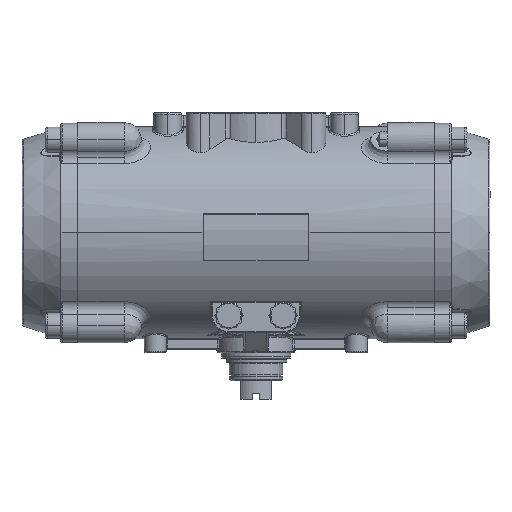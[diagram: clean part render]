
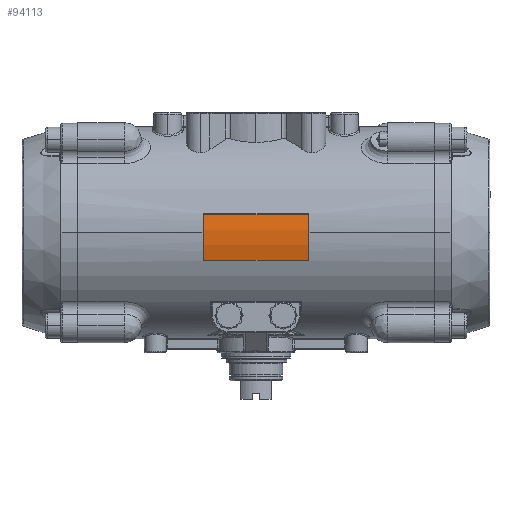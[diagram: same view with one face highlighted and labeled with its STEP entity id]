
A CAD part, top view. The second image highlights one B-rep face of the part: STEP entity #94113.
In plain terms, the highlighted cylindrical face has radius 67.7 mm (diameter 135.4 mm), a partial arc.
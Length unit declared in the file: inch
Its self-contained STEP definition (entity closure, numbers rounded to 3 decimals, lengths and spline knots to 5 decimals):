
#2084 = LINE ( 'NONE', #34952, #94897 ) ;
#3663 = DIRECTION ( 'NONE',  ( 0., 0., -1. ) ) ;
#6230 = CYLINDRICAL_SURFACE ( 'NONE', #59429, 2.66535 ) ;
#9080 = CARTESIAN_POINT ( 'NONE',  ( -1.33071, 0.4632, 2.6248 ) ) ;
#11806 = VERTEX_POINT ( 'NONE', #9080 ) ;
#13531 = VERTEX_POINT ( 'NONE', #30045 ) ;
#15699 = ORIENTED_EDGE ( 'NONE', *, *, #46243, .T. ) ;
#16141 = CIRCLE ( 'NONE', #45036, 2.66535 ) ;
#18518 = DIRECTION ( 'NONE',  ( 1., 0., 0. ) ) ;
#21233 = CARTESIAN_POINT ( 'NONE',  ( -1.33071, 0., 0. ) ) ;
#23063 = VERTEX_POINT ( 'NONE', #70115 ) ;
#30045 = CARTESIAN_POINT ( 'NONE',  ( 1.33071, 0.4632, 2.6248 ) ) ;
#31672 = EDGE_CURVE ( 'NONE', #67283, #23063, #70795, .T. ) ;
#34952 = CARTESIAN_POINT ( 'NONE',  ( -1.33858, 0.4632, 2.6248 ) ) ;
#40476 = DIRECTION ( 'NONE',  ( 0., 0., -1. ) ) ;
#41351 = DIRECTION ( 'NONE',  ( 0., 0., -1. ) ) ;
#45036 = AXIS2_PLACEMENT_3D ( 'NONE', #108755, #99166, #40476 ) ;
#46243 = EDGE_CURVE ( 'NONE', #11806, #67283, #84923, .T. ) ;
#48519 = VECTOR ( 'NONE', #71910, 39.37008 ) ;
#49247 = CARTESIAN_POINT ( 'NONE',  ( -1.33858, 0., 0. ) ) ;
#55407 = EDGE_LOOP ( 'NONE', ( #96680, #100781, #15699, #97523 ) ) ;
#56149 = CARTESIAN_POINT ( 'NONE',  ( -1.33071, -0.69872, 2.57214 ) ) ;
#59429 = AXIS2_PLACEMENT_3D ( 'NONE', #49247, #18518, #41351 ) ;
#67283 = VERTEX_POINT ( 'NONE', #56149 ) ;
#70115 = CARTESIAN_POINT ( 'NONE',  ( 1.33071, -0.69872, 2.57214 ) ) ;
#70257 = EDGE_CURVE ( 'NONE', #13531, #11806, #2084, .T. ) ;
#70795 = LINE ( 'NONE', #97919, #48519 ) ;
#71910 = DIRECTION ( 'NONE',  ( 1., 0., 0. ) ) ;
#84923 = CIRCLE ( 'NONE', #104790, 2.66535 ) ;
#86305 = DIRECTION ( 'NONE',  ( -1., 0., 0. ) ) ;
#93358 = FACE_OUTER_BOUND ( 'NONE', #55407, .T. ) ;
#94113 = ADVANCED_FACE ( 'NONE', ( #93358 ), #6230, .T. ) ;
#94897 = VECTOR ( 'NONE', #86305, 39.37008 ) ;
#95522 = EDGE_CURVE ( 'NONE', #23063, #13531, #16141, .T. ) ;
#96680 = ORIENTED_EDGE ( 'NONE', *, *, #95522, .T. ) ;
#97523 = ORIENTED_EDGE ( 'NONE', *, *, #31672, .T. ) ;
#97919 = CARTESIAN_POINT ( 'NONE',  ( -1.33858, -0.69872, 2.57214 ) ) ;
#99166 = DIRECTION ( 'NONE',  ( -1., 0., 0. ) ) ;
#100781 = ORIENTED_EDGE ( 'NONE', *, *, #70257, .T. ) ;
#104790 = AXIS2_PLACEMENT_3D ( 'NONE', #21233, #107607, #3663 ) ;
#107607 = DIRECTION ( 'NONE',  ( 1., 0., 0. ) ) ;
#108755 = CARTESIAN_POINT ( 'NONE',  ( 1.33071, 0., 0. ) ) ;
